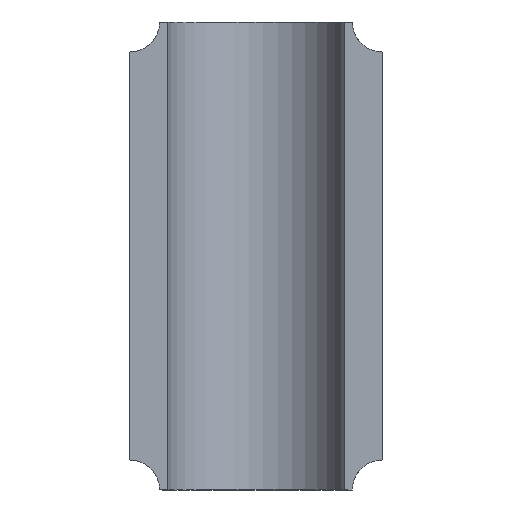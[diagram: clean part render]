
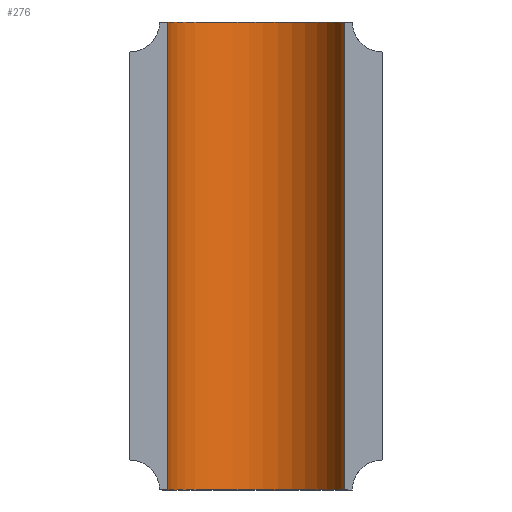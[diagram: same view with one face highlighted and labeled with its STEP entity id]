
A CAD part, front view. The second image highlights one B-rep face of the part: STEP entity #276.
In plain terms, the highlighted cylindrical face has radius 11.113 mm (diameter 22.225 mm), a partial arc.
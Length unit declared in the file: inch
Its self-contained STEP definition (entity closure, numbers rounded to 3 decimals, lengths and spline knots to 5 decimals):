
#5 = AXIS2_PLACEMENT_3D ( 'NONE', #192, #294, #164 ) ;
#19 = LINE ( 'NONE', #292, #134 ) ;
#24 = CARTESIAN_POINT ( 'NONE',  ( -0.43301, 0.0625, -2.3 ) ) ;
#34 = CARTESIAN_POINT ( 'NONE',  ( 0., 0., 0. ) ) ;
#37 = CIRCLE ( 'NONE', #117, 0.4375 ) ;
#44 = EDGE_LOOP ( 'NONE', ( #313, #68, #243, #171 ) ) ;
#47 = LINE ( 'NONE', #24, #173 ) ;
#68 = ORIENTED_EDGE ( 'NONE', *, *, #201, .T. ) ;
#91 = DIRECTION ( 'NONE',  ( 0., 0., 1. ) ) ;
#96 = DIRECTION ( 'NONE',  ( 1., 0., 0. ) ) ;
#109 = DIRECTION ( 'NONE',  ( 0., 0., -1. ) ) ;
#117 = AXIS2_PLACEMENT_3D ( 'NONE', #34, #109, #136 ) ;
#125 = DIRECTION ( 'NONE',  ( 0., 0., 1. ) ) ;
#134 = VECTOR ( 'NONE', #145, 39.37008 ) ;
#136 = DIRECTION ( 'NONE',  ( -1., 0., 0. ) ) ;
#138 = EDGE_CURVE ( 'NONE', #273, #269, #37, .T. ) ;
#142 = VERTEX_POINT ( 'NONE', #237 ) ;
#145 = DIRECTION ( 'NONE',  ( 0., 0., -1. ) ) ;
#147 = CARTESIAN_POINT ( 'NONE',  ( -0.43301, 0.0625, 0. ) ) ;
#164 = DIRECTION ( 'NONE',  ( -1., 0., 0. ) ) ;
#170 = FACE_OUTER_BOUND ( 'NONE', #44, .T. ) ;
#171 = ORIENTED_EDGE ( 'NONE', *, *, #138, .F. ) ;
#173 = VECTOR ( 'NONE', #125, 39.37008 ) ;
#192 = CARTESIAN_POINT ( 'NONE',  ( 0., 0., -2.3 ) ) ;
#193 = VERTEX_POINT ( 'NONE', #238 ) ;
#201 = EDGE_CURVE ( 'NONE', #142, #193, #205, .T. ) ;
#205 = CIRCLE ( 'NONE', #5, 0.4375 ) ;
#224 = AXIS2_PLACEMENT_3D ( 'NONE', #316, #91, #96 ) ;
#237 = CARTESIAN_POINT ( 'NONE',  ( -0.43301, 0.0625, -2.3 ) ) ;
#238 = CARTESIAN_POINT ( 'NONE',  ( 0.43301, 0.0625, -2.3 ) ) ;
#243 = ORIENTED_EDGE ( 'NONE', *, *, #272, .F. ) ;
#268 = CARTESIAN_POINT ( 'NONE',  ( 0.43301, 0.0625, 0. ) ) ;
#269 = VERTEX_POINT ( 'NONE', #268 ) ;
#272 = EDGE_CURVE ( 'NONE', #269, #193, #19, .T. ) ;
#273 = VERTEX_POINT ( 'NONE', #147 ) ;
#276 = ADVANCED_FACE ( 'NONE', ( #170 ), #320, .F. ) ;
#281 = EDGE_CURVE ( 'NONE', #142, #273, #47, .T. ) ;
#292 = CARTESIAN_POINT ( 'NONE',  ( 0.43301, 0.0625, -2.3 ) ) ;
#294 = DIRECTION ( 'NONE',  ( 0., 0., -1. ) ) ;
#313 = ORIENTED_EDGE ( 'NONE', *, *, #281, .F. ) ;
#316 = CARTESIAN_POINT ( 'NONE',  ( 0., 0., -2.3 ) ) ;
#320 = CYLINDRICAL_SURFACE ( 'NONE', #224, 0.4375 ) ;
